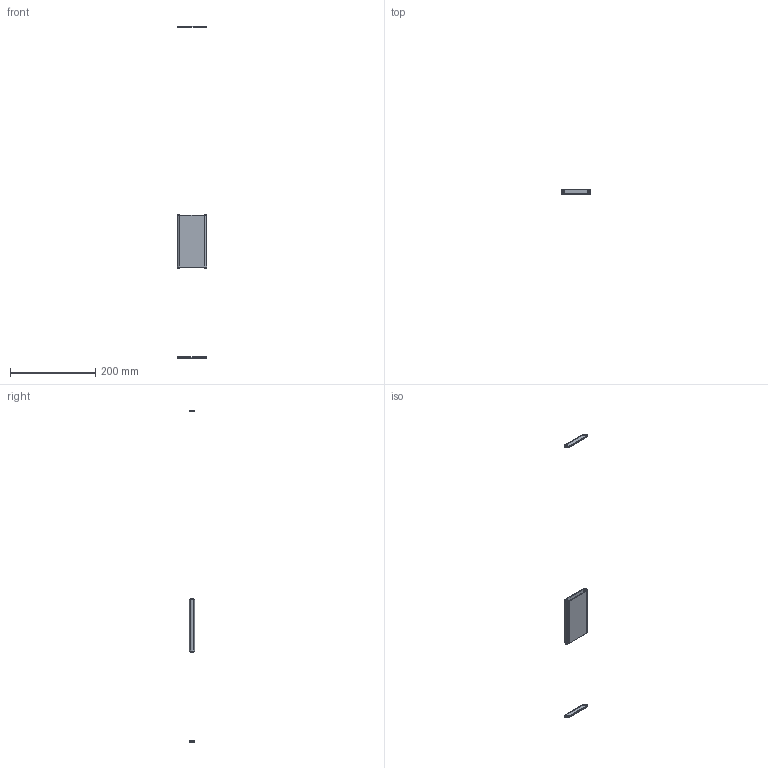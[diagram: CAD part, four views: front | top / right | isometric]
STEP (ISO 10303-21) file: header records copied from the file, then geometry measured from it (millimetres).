
FILE_DESCRIPTION(('FreeCAD Model'),'2;1');
FILE_NAME('1455A1202.stp','2019-10-19T15:56:22',( 'Author'),(''),'Open CASCADE STEP processor 7.3','FreeCAD','Unknown' );
FILE_SCHEMA(('AUTOMOTIVE_DESIGN { 1 0 10303 214 1 1 1 1 }'));
Length unit declared in the file: millimetre
Products named in the file (4): 1455A121; 1455A120; HH1_Bez001; 1455_Black_screw003
Assembly tree (7 placements, depth 2):
  1455A121
    1455A120
    HH1_Bez001  x2
    1455_Black_screw003  x4
Bounding box: 70 x 12 x 779 mm (x, y, z)
Volume: 34659.3 mm3; surface area: 44548.3 mm2
Topology: 7 solids, 7 shells, 288 faces, 750 edges, 484 vertices
Faces by surface type: plane 118, cylinder 90, cone 64, torus 16
Full cylindrical faces by diameter (mm): 3.5 x8, 5.5 x4
Entity records: 12390 total; most frequent: CARTESIAN_POINT 2878, DIRECTION 1850, LINE 972, VECTOR 972, ORIENTED_EDGE 944, PCURVE 944, DEFINITIONAL_REPRESENTATION 944, EDGE_CURVE 472
